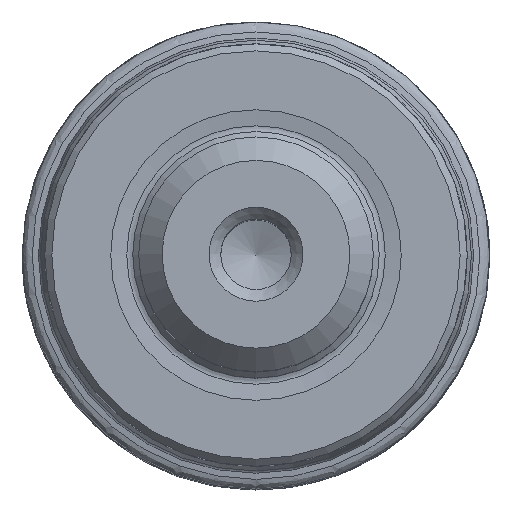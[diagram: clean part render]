
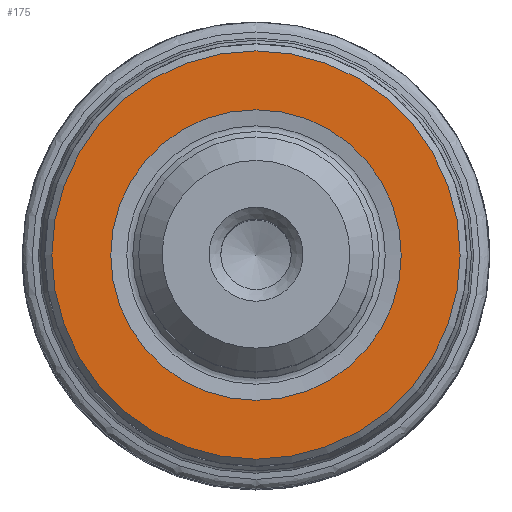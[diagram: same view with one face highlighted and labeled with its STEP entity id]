
A CAD part, top view. The second image highlights one B-rep face of the part: STEP entity #175.
In plain terms, the highlighted planar face has unit normal (0, 0, 1).
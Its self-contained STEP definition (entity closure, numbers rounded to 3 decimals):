
#103=PLANE('',#971);
#175=ADVANCED_FACE('',(#341,#342),#103,.T.);
#341=FACE_BOUND('',#441,.T.);
#342=FACE_BOUND('',#442,.T.);
#441=EDGE_LOOP('',(#557));
#442=EDGE_LOOP('',(#558));
#557=ORIENTED_EDGE('',*,*,#811,.T.);
#558=ORIENTED_EDGE('',*,*,#812,.F.);
#729=VERTEX_POINT('',#1573);
#730=VERTEX_POINT('',#1575);
#811=EDGE_CURVE('',#729,#729,#906,.T.);
#812=EDGE_CURVE('',#730,#730,#907,.T.);
#906=CIRCLE('',#969,8.7);
#907=CIRCLE('',#970,6.19);
#969=AXIS2_PLACEMENT_3D('',#1572,#1120,#1121);
#970=AXIS2_PLACEMENT_3D('',#1574,#1122,#1123);
#971=AXIS2_PLACEMENT_3D('',#1576,#1124,#1125);
#1120=DIRECTION('',(0.,0.,1.));
#1121=DIRECTION('',(1.,0.,0.));
#1122=DIRECTION('',(0.,0.,1.));
#1123=DIRECTION('',(1.,0.,0.));
#1124=DIRECTION('',(0.,0.,1.));
#1125=DIRECTION('',(1.,0.,0.));
#1572=CARTESIAN_POINT('',(0.,0.,0.));
#1573=CARTESIAN_POINT('',(8.7,0.,0.));
#1574=CARTESIAN_POINT('',(0.,0.,0.));
#1575=CARTESIAN_POINT('',(6.19,0.,0.));
#1576=CARTESIAN_POINT('',(0.,0.,0.));
